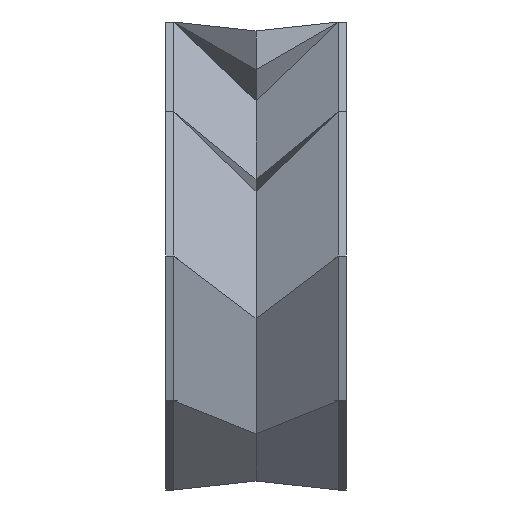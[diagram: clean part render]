
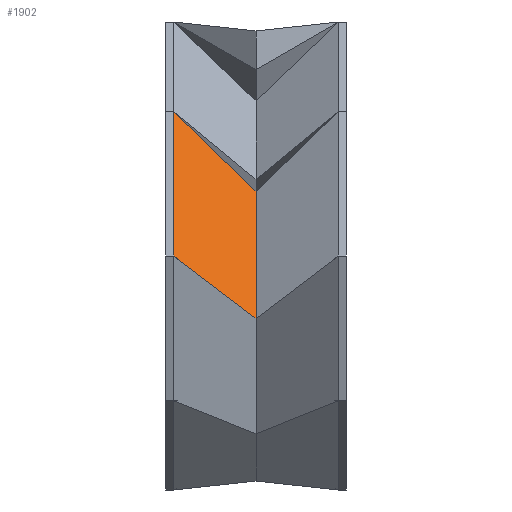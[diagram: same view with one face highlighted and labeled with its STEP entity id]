
A CAD part, left-side view. The second image highlights one B-rep face of the part: STEP entity #1902.
In plain terms, the highlighted planar face has unit normal (-0.824, -0.5, 0.268).
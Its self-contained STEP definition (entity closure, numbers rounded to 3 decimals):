
#94=FACE_OUTER_BOUND('',#217,.T.);
#217=EDGE_LOOP('',(#1524,#1525,#1526,#1527));
#410=LINE('',#2896,#670);
#446=LINE('',#2968,#706);
#447=LINE('',#2970,#707);
#448=LINE('',#2971,#708);
#670=VECTOR('',#2367,10.);
#706=VECTOR('',#2433,10.);
#707=VECTOR('',#2434,10.);
#708=VECTOR('',#2435,10.);
#867=VERTEX_POINT('',#2889);
#869=VERTEX_POINT('',#2895);
#890=VERTEX_POINT('',#2967);
#891=VERTEX_POINT('',#2969);
#1070=EDGE_CURVE('',#867,#869,#410,.T.);
#1106=EDGE_CURVE('',#890,#867,#446,.T.);
#1107=EDGE_CURVE('',#890,#891,#447,.T.);
#1108=EDGE_CURVE('',#869,#891,#448,.T.);
#1524=ORIENTED_EDGE('',*,*,#1106,.F.);
#1525=ORIENTED_EDGE('',*,*,#1107,.T.);
#1526=ORIENTED_EDGE('',*,*,#1108,.F.);
#1527=ORIENTED_EDGE('',*,*,#1070,.F.);
#1780=PLANE('',#2047);
#1902=ADVANCED_FACE('',(#94),#1780,.T.);
#2047=AXIS2_PLACEMENT_3D('',#2966,#2431,#2432);
#2367=DIRECTION('',(0.309,0.,0.951));
#2431=DIRECTION('center_axis',(-0.824,-0.5,0.268));
#2432=DIRECTION('ref_axis',(-0.309,0.,-0.951));
#2433=DIRECTION('',(-0.276,0.766,0.581));
#2434=DIRECTION('',(0.309,0.,0.951));
#2435=DIRECTION('',(0.205,-0.702,-0.682));
#2889=CARTESIAN_POINT('',(-35.908,24.,0.));
#2895=CARTESIAN_POINT('',(-29.05,24.,21.106));
#2896=CARTESIAN_POINT('',(-35.908,24.,0.));
#2966=CARTESIAN_POINT('Origin',(-31.394,18.,2.682));
#2967=CARTESIAN_POINT('',(-31.583,12.,-9.109));
#2968=CARTESIAN_POINT('',(-33.17,16.403,-5.767));
#2969=CARTESIAN_POINT('',(-25.551,12.,9.455));
#2970=CARTESIAN_POINT('',(-26.995,12.,5.012));
#2971=CARTESIAN_POINT('',(-25.92,13.264,10.682));
